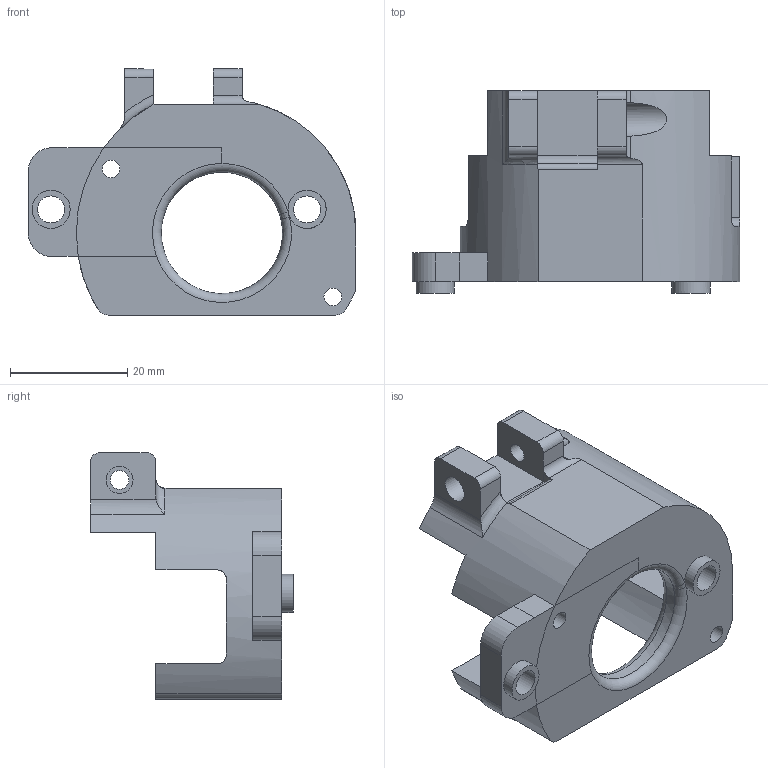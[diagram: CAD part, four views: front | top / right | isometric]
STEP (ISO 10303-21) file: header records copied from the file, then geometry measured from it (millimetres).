
FILE_DESCRIPTION(/* description */ (''),/* implementation_level */ '2;1');
FILE_NAME(/* name */ 'DB_EBB36_Orbiter2.x_Base.3.0.step',/* time_stamp */ '2025-10-17T19:52:25-04:00',/* author */ (''),/* organization */ (''),/* preprocessor_version */ 'ST-DEVELOPER v20.1',/* originating_system */ 'Autodesk Translation Framework v14.17.0.0',/* authorisation */ '');
FILE_SCHEMA (('AUTOMOTIVE_DESIGN { 1 0 10303 214 3 1 1 }'));
Length unit declared in the file: millimetre
Products named in the file (2): (Unsaved); EBB36MountBase
Assembly tree (1 placements, depth 2):
  (Unsaved)
    EBB36MountBase
Bounding box: 55.8 x 34.5 x 41.94 mm (x, y, z)
Volume: 14441.1 mm3; surface area: 8682.4 mm2
Topology: 1 solids, 1 shells, 75 faces, 218 edges, 144 vertices
Faces by surface type: plane 39, cylinder 32, torus 3, bspline 1
Full cylindrical faces by diameter (mm): 3 x2, 3.2 x1, 4.6 x3, 6.5 x2, 20.672 x1
Entity records: 2800 total; most frequent: CARTESIAN_POINT 664, ORIENTED_EDGE 444, DIRECTION 443, EDGE_CURVE 222, AXIS2_PLACEMENT_3D 161, VERTEX_POINT 148, LINE 121, VECTOR 121
